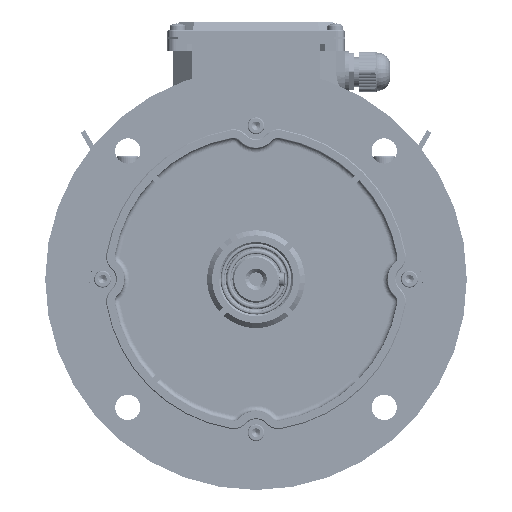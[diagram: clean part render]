
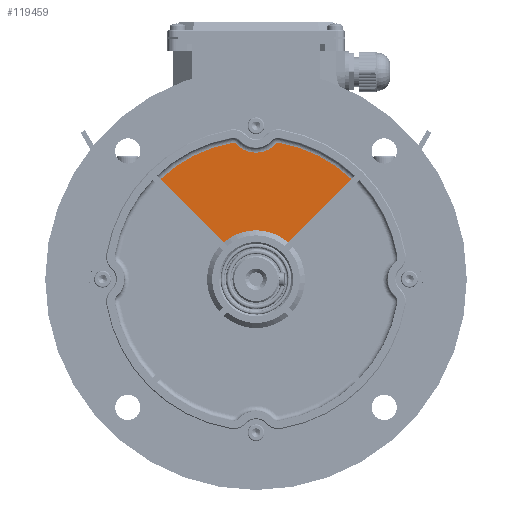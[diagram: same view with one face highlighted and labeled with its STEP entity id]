
A CAD part, front view. The second image highlights one B-rep face of the part: STEP entity #119459.
In plain terms, the highlighted planar face has unit normal (0, -1, 0).
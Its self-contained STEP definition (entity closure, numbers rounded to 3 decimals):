
#3514 = ORIENTED_EDGE ( 'NONE', *, *, #86117, .T. ) ;
#3883 = CARTESIAN_POINT ( 'NONE',  ( -56.551, 4., 59.38 ) ) ;
#4465 = AXIS2_PLACEMENT_3D ( 'NONE', #31607, #97072, #32693 ) ;
#5159 = CIRCLE ( 'NONE', #45655, 82. ) ;
#5764 = CARTESIAN_POINT ( 'NONE',  ( 19.043, 4., 21.871 ) ) ;
#6582 = ORIENTED_EDGE ( 'NONE', *, *, #117016, .T. ) ;
#7280 = ORIENTED_EDGE ( 'NONE', *, *, #124601, .T. ) ;
#7665 = FACE_OUTER_BOUND ( 'NONE', #139604, .T. ) ;
#10078 = AXIS2_PLACEMENT_3D ( 'NONE', #10907, #39822, #38741 ) ;
#10718 = CARTESIAN_POINT ( 'NONE',  ( 13.645, 4., 80.857 ) ) ;
#10907 = CARTESIAN_POINT ( 'NONE',  ( -13.312, 4., 78.885 ) ) ;
#10955 = DIRECTION ( 'NONE',  ( 0., 0., -1. ) ) ;
#18080 = VERTEX_POINT ( 'NONE', #155098 ) ;
#18438 = VERTEX_POINT ( 'NONE', #163831 ) ;
#23608 = DIRECTION ( 'NONE',  ( 0., -1., 0. ) ) ;
#25286 = CARTESIAN_POINT ( 'NONE',  ( 13.312, 4., 78.885 ) ) ;
#25443 = CIRCLE ( 'NONE', #36146, 29. ) ;
#26573 = CARTESIAN_POINT ( 'NONE',  ( 13.312, 4., 80.885 ) ) ;
#27992 = VERTEX_POINT ( 'NONE', #5764 ) ;
#31607 = CARTESIAN_POINT ( 'NONE',  ( -82., 4., 0. ) ) ;
#32693 = DIRECTION ( 'NONE',  ( 0., 0., 1. ) ) ;
#33262 = CIRCLE ( 'NONE', #10078, 2. ) ;
#34064 = DIRECTION ( 'NONE',  ( 0.707, 0., 0.707 ) ) ;
#36146 = AXIS2_PLACEMENT_3D ( 'NONE', #116191, #51676, #102817 ) ;
#38741 = DIRECTION ( 'NONE',  ( 0., 0., 1. ) ) ;
#39822 = DIRECTION ( 'NONE',  ( 0., -1., 0. ) ) ;
#42597 = ORIENTED_EDGE ( 'NONE', *, *, #126672, .T. ) ;
#42998 = CARTESIAN_POINT ( 'NONE',  ( 56.551, 4., 59.38 ) ) ;
#45655 = AXIS2_PLACEMENT_3D ( 'NONE', #125011, #63201, #10955 ) ;
#47234 = ORIENTED_EDGE ( 'NONE', *, *, #51179, .T. ) ;
#48930 = EDGE_CURVE ( 'NONE', #27992, #18080, #25443, .T. ) ;
#49229 = DIRECTION ( 'NONE',  ( 0., 0., -1. ) ) ;
#51179 = EDGE_CURVE ( 'NONE', #27992, #163833, #94259, .T. ) ;
#51676 = DIRECTION ( 'NONE',  ( 0., -1., 0. ) ) ;
#54969 = PLANE ( 'NONE',  #4465 ) ;
#58507 = AXIS2_PLACEMENT_3D ( 'NONE', #139367, #86930, #63054 ) ;
#59142 = CARTESIAN_POINT ( 'NONE',  ( -11.833, 4., 80.231 ) ) ;
#59159 = DIRECTION ( 'NONE',  ( 0., 0., 1. ) ) ;
#60262 = EDGE_CURVE ( 'NONE', #123363, #98188, #96068, .T. ) ;
#60503 = VECTOR ( 'NONE', #34064, 1000. ) ;
#61538 = CARTESIAN_POINT ( 'NONE',  ( -13.312, 4., 78.885 ) ) ;
#63054 = DIRECTION ( 'NONE',  ( 0., 0., -1. ) ) ;
#63201 = DIRECTION ( 'NONE',  ( 0., -1., 0. ) ) ;
#66832 = AXIS2_PLACEMENT_3D ( 'NONE', #61538, #163485, #72185 ) ;
#69618 = DIRECTION ( 'NONE',  ( 0., -1., 0. ) ) ;
#72185 = DIRECTION ( 'NONE',  ( 0., 0., 1. ) ) ;
#74697 = CIRCLE ( 'NONE', #58507, 82. ) ;
#80993 = VECTOR ( 'NONE', #162819, 1000. ) ;
#86117 = EDGE_CURVE ( 'NONE', #133454, #140662, #150912, .T. ) ;
#86930 = DIRECTION ( 'NONE',  ( 0., -1., 0. ) ) ;
#90105 = VERTEX_POINT ( 'NONE', #159852 ) ;
#93692 = ORIENTED_EDGE ( 'NONE', *, *, #143802, .T. ) ;
#93922 = CIRCLE ( 'NONE', #138580, 16. ) ;
#94259 = LINE ( 'NONE', #161006, #60503 ) ;
#96068 = CIRCLE ( 'NONE', #105487, 2. ) ;
#97072 = DIRECTION ( 'NONE',  ( 0., 1., 0. ) ) ;
#98188 = VERTEX_POINT ( 'NONE', #26573 ) ;
#99385 = CARTESIAN_POINT ( 'NONE',  ( -13.645, 4., 80.857 ) ) ;
#102817 = DIRECTION ( 'NONE',  ( 0., 0., -1. ) ) ;
#103103 = CIRCLE ( 'NONE', #66832, 2. ) ;
#105487 = AXIS2_PLACEMENT_3D ( 'NONE', #25286, #137205, #124927 ) ;
#110326 = EDGE_CURVE ( 'NONE', #98188, #90105, #132742, .T. ) ;
#112765 = CIRCLE ( 'NONE', #128531, 29. ) ;
#115149 = ORIENTED_EDGE ( 'NONE', *, *, #60262, .T. ) ;
#116191 = CARTESIAN_POINT ( 'NONE',  ( 0., 4., 0. ) ) ;
#117016 = EDGE_CURVE ( 'NONE', #90105, #120203, #93922, .T. ) ;
#119459 = ADVANCED_FACE ( 'NONE', ( #7665 ), #54969, .F. ) ;
#120203 = VERTEX_POINT ( 'NONE', #59142 ) ;
#120264 = CARTESIAN_POINT ( 'NONE',  ( 13.312, 4., 78.885 ) ) ;
#123363 = VERTEX_POINT ( 'NONE', #10718 ) ;
#124601 = EDGE_CURVE ( 'NONE', #120203, #18438, #103103, .T. ) ;
#124927 = DIRECTION ( 'NONE',  ( 0., 0., 1. ) ) ;
#125011 = CARTESIAN_POINT ( 'NONE',  ( 0., 4., 0. ) ) ;
#125492 = ORIENTED_EDGE ( 'NONE', *, *, #132707, .F. ) ;
#126533 = CARTESIAN_POINT ( 'NONE',  ( -16.916, 4., 19.745 ) ) ;
#126672 = EDGE_CURVE ( 'NONE', #163833, #123363, #74697, .T. ) ;
#128531 = AXIS2_PLACEMENT_3D ( 'NONE', #138870, #23608, #49229 ) ;
#132116 = VERTEX_POINT ( 'NONE', #99385 ) ;
#132707 = EDGE_CURVE ( 'NONE', #18080, #140662, #112765, .T. ) ;
#132742 = CIRCLE ( 'NONE', #146340, 2. ) ;
#133348 = ORIENTED_EDGE ( 'NONE', *, *, #110326, .T. ) ;
#133454 = VERTEX_POINT ( 'NONE', #3883 ) ;
#133631 = DIRECTION ( 'NONE',  ( 0., 0., 1. ) ) ;
#135432 = CARTESIAN_POINT ( 'NONE',  ( 0., 4., 91. ) ) ;
#135988 = DIRECTION ( 'NONE',  ( 0., 1., 0. ) ) ;
#137205 = DIRECTION ( 'NONE',  ( 0., -1., 0. ) ) ;
#138580 = AXIS2_PLACEMENT_3D ( 'NONE', #135432, #135988, #59159 ) ;
#138870 = CARTESIAN_POINT ( 'NONE',  ( 0., 4., 0. ) ) ;
#139367 = CARTESIAN_POINT ( 'NONE',  ( 0., 4., 0. ) ) ;
#139604 = EDGE_LOOP ( 'NONE', ( #6582, #7280, #154430, #93692, #3514, #125492, #154615, #47234, #42597, #115149, #133348 ) ) ;
#140662 = VERTEX_POINT ( 'NONE', #162048 ) ;
#143802 = EDGE_CURVE ( 'NONE', #132116, #133454, #5159, .T. ) ;
#146340 = AXIS2_PLACEMENT_3D ( 'NONE', #120264, #69618, #133631 ) ;
#150912 = LINE ( 'NONE', #126533, #80993 ) ;
#154430 = ORIENTED_EDGE ( 'NONE', *, *, #157534, .T. ) ;
#154615 = ORIENTED_EDGE ( 'NONE', *, *, #48930, .F. ) ;
#155098 = CARTESIAN_POINT ( 'NONE',  ( 0., 4., 29. ) ) ;
#157534 = EDGE_CURVE ( 'NONE', #18438, #132116, #33262, .T. ) ;
#159852 = CARTESIAN_POINT ( 'NONE',  ( 11.833, 4., 80.231 ) ) ;
#161006 = CARTESIAN_POINT ( 'NONE',  ( 58.673, 4., 61.502 ) ) ;
#162048 = CARTESIAN_POINT ( 'NONE',  ( -19.043, 4., 21.871 ) ) ;
#162819 = DIRECTION ( 'NONE',  ( 0.707, 0., -0.707 ) ) ;
#163485 = DIRECTION ( 'NONE',  ( 0., -1., 0. ) ) ;
#163831 = CARTESIAN_POINT ( 'NONE',  ( -13.312, 4., 80.885 ) ) ;
#163833 = VERTEX_POINT ( 'NONE', #42998 ) ;
